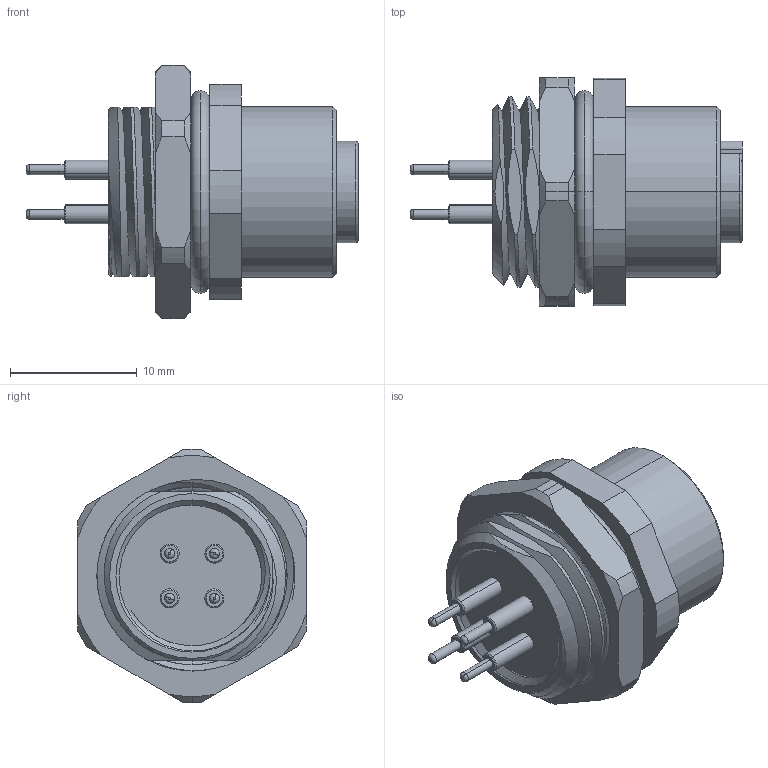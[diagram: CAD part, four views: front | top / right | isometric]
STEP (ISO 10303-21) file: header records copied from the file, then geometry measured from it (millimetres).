
FILE_DESCRIPTION (( 'STEP AP203' ), '1' );
FILE_NAME ('54-00341revA.STEP', '2023-02-03T22:11:35', ( '' ), ( '' ), 'SwSTEP 2.0', 'SolidWorks 2021', '' );
FILE_SCHEMA (( 'CONFIG_CONTROL_DESIGN' ));
Length unit declared in the file: millimetre
Products named in the file (7): 54-00341-02___; 54-00341-03___; 54-00341-01___; 54-00341-06___; 54-00341-05___; 54-00341revA; 54-00341-04___
Assembly tree (9 placements, depth 2):
  54-00341revA
    54-00341-01___
    54-00341-02___
    54-00341-03___  x4
    54-00341-04___
    54-00341-05___
    54-00341-06___
Bounding box: 26.2 x 18 x 20 mm (x, y, z)
Volume: 2859 mm3; surface area: 5133.1 mm2
Topology: 9 solids, 9 shells, 318 faces, 794 edges, 505 vertices
Faces by surface type: cylinder 131, plane 94, cone 49, torus 35, bspline 9
Entity records: 10707 total; most frequent: CARTESIAN_POINT 4723, ORIENTED_EDGE 1140, DIRECTION 1049, EDGE_CURVE 570, AXIS2_PLACEMENT_3D 423, VERTEX_POINT 370, EDGE_LOOP 248, ADVANCED_FACE 222
